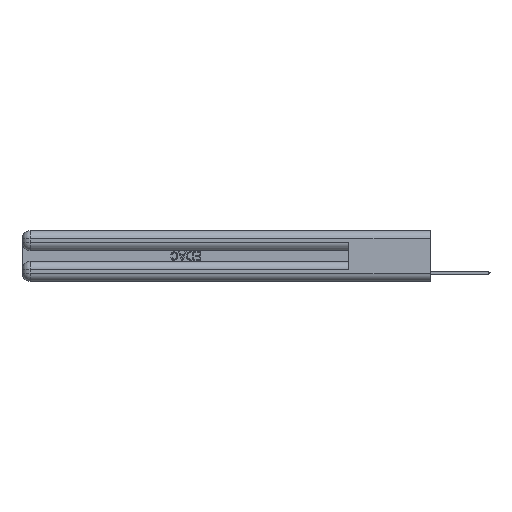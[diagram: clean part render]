
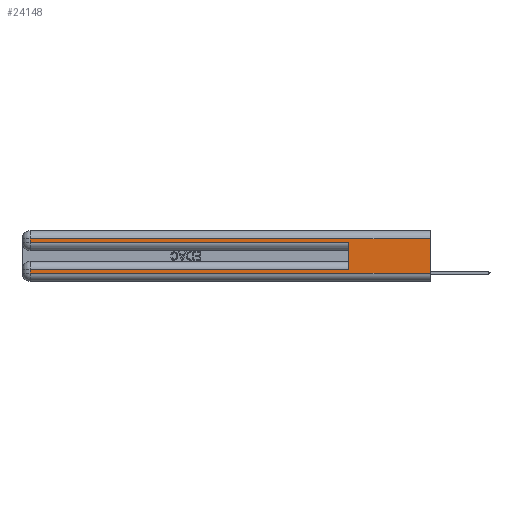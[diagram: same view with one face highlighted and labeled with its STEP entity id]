
A CAD part, left-side view. The second image highlights one B-rep face of the part: STEP entity #24148.
In plain terms, the highlighted planar face has unit normal (-1, 0, 0).
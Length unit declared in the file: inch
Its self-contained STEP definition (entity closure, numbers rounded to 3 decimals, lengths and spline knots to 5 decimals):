
#297 = VECTOR ( 'NONE', #8602, 39.37008 ) ;
#791 = CARTESIAN_POINT ( 'NONE',  ( 0., 0., 0.31 ) ) ;
#1823 = EDGE_CURVE ( 'NONE', #23296, #6742, #19652, .T. ) ;
#2085 = VECTOR ( 'NONE', #25677, 39.37008 ) ;
#2104 = ORIENTED_EDGE ( 'NONE', *, *, #23752, .T. ) ;
#2305 = DIRECTION ( 'NONE',  ( 0., 0., 1. ) ) ;
#2345 = AXIS2_PLACEMENT_3D ( 'NONE', #7932, #25793, #12202 ) ;
#2739 = DIRECTION ( 'NONE',  ( 0., -1., 0. ) ) ;
#2744 = CARTESIAN_POINT ( 'NONE',  ( 0., 2.94, 0.06 ) ) ;
#2769 = ORIENTED_EDGE ( 'NONE', *, *, #26887, .T. ) ;
#3363 = ORIENTED_EDGE ( 'NONE', *, *, #16687, .F. ) ;
#5548 = PLANE ( 'NONE',  #2345 ) ;
#5631 = ORIENTED_EDGE ( 'NONE', *, *, #11046, .T. ) ;
#6101 = FACE_OUTER_BOUND ( 'NONE', #23644, .T. ) ;
#6359 = EDGE_CURVE ( 'NONE', #27251, #6742, #28924, .T. ) ;
#6469 = VECTOR ( 'NONE', #24713, 39.37008 ) ;
#6742 = VERTEX_POINT ( 'NONE', #11432 ) ;
#7932 = CARTESIAN_POINT ( 'NONE',  ( 0., 0., 0.37 ) ) ;
#8602 = DIRECTION ( 'NONE',  ( 0., 0., -1. ) ) ;
#8949 = ORIENTED_EDGE ( 'NONE', *, *, #6359, .T. ) ;
#9067 = CARTESIAN_POINT ( 'NONE',  ( 0., 0., 0.06 ) ) ;
#9163 = LINE ( 'NONE', #791, #2085 ) ;
#9875 = VECTOR ( 'NONE', #22810, 39.37008 ) ;
#10194 = LINE ( 'NONE', #24779, #297 ) ;
#10583 = VERTEX_POINT ( 'NONE', #21772 ) ;
#10954 = CARTESIAN_POINT ( 'NONE',  ( 0., 2.94, 0.285 ) ) ;
#11046 = EDGE_CURVE ( 'NONE', #23296, #13218, #11834, .T. ) ;
#11432 = CARTESIAN_POINT ( 'NONE',  ( 0., 0.6, 0.285 ) ) ;
#11457 = CARTESIAN_POINT ( 'NONE',  ( 0., 0., 0.285 ) ) ;
#11834 = LINE ( 'NONE', #27953, #28143 ) ;
#12202 = DIRECTION ( 'NONE',  ( 0., 0., -1. ) ) ;
#12749 = LINE ( 'NONE', #18373, #9875 ) ;
#13218 = VERTEX_POINT ( 'NONE', #19943 ) ;
#14460 = VECTOR ( 'NONE', #2739, 39.37008 ) ;
#15238 = EDGE_CURVE ( 'NONE', #24723, #22568, #20953, .T. ) ;
#15330 = VECTOR ( 'NONE', #16738, 39.37008 ) ;
#16687 = EDGE_CURVE ( 'NONE', #10583, #22568, #12749, .T. ) ;
#16738 = DIRECTION ( 'NONE',  ( 0., -1., 0. ) ) ;
#17284 = EDGE_CURVE ( 'NONE', #13218, #24723, #10194, .T. ) ;
#18015 = CARTESIAN_POINT ( 'NONE',  ( 0., 0.6, 0.085 ) ) ;
#18373 = CARTESIAN_POINT ( 'NONE',  ( 0., 0., 0.37 ) ) ;
#19040 = CARTESIAN_POINT ( 'NONE',  ( 0., 0., 0.06 ) ) ;
#19652 = LINE ( 'NONE', #29143, #21045 ) ;
#19943 = CARTESIAN_POINT ( 'NONE',  ( 0., 2.94, 0.085 ) ) ;
#20953 = LINE ( 'NONE', #19040, #15330 ) ;
#21045 = VECTOR ( 'NONE', #2305, 39.37008 ) ;
#21772 = CARTESIAN_POINT ( 'NONE',  ( 0., 0., 0.31 ) ) ;
#22568 = VERTEX_POINT ( 'NONE', #9067 ) ;
#22810 = DIRECTION ( 'NONE',  ( 0., 0., -1. ) ) ;
#23296 = VERTEX_POINT ( 'NONE', #18015 ) ;
#23644 = EDGE_LOOP ( 'NONE', ( #3363, #2769, #2104, #8949, #27859, #5631, #26331, #25882 ) ) ;
#23752 = EDGE_CURVE ( 'NONE', #29162, #27251, #24952, .T. ) ;
#24148 = ADVANCED_FACE ( 'NONE', ( #6101 ), #5548, .F. ) ;
#24713 = DIRECTION ( 'NONE',  ( 0., 0., -1. ) ) ;
#24723 = VERTEX_POINT ( 'NONE', #2744 ) ;
#24779 = CARTESIAN_POINT ( 'NONE',  ( 0., 2.94, 0.37 ) ) ;
#24952 = LINE ( 'NONE', #26778, #6469 ) ;
#25677 = DIRECTION ( 'NONE',  ( 0., 1., 0. ) ) ;
#25793 = DIRECTION ( 'NONE',  ( 1., 0., 0. ) ) ;
#25882 = ORIENTED_EDGE ( 'NONE', *, *, #15238, .T. ) ;
#26198 = DIRECTION ( 'NONE',  ( 0., 1., 0. ) ) ;
#26331 = ORIENTED_EDGE ( 'NONE', *, *, #17284, .T. ) ;
#26778 = CARTESIAN_POINT ( 'NONE',  ( 0., 2.94, 0.37 ) ) ;
#26887 = EDGE_CURVE ( 'NONE', #10583, #29162, #9163, .T. ) ;
#27251 = VERTEX_POINT ( 'NONE', #10954 ) ;
#27859 = ORIENTED_EDGE ( 'NONE', *, *, #1823, .F. ) ;
#27953 = CARTESIAN_POINT ( 'NONE',  ( 0., 0., 0.085 ) ) ;
#28143 = VECTOR ( 'NONE', #26198, 39.37008 ) ;
#28632 = CARTESIAN_POINT ( 'NONE',  ( 0., 2.94, 0.31 ) ) ;
#28924 = LINE ( 'NONE', #11457, #14460 ) ;
#29143 = CARTESIAN_POINT ( 'NONE',  ( 0., 0.6, 0.145 ) ) ;
#29162 = VERTEX_POINT ( 'NONE', #28632 ) ;
